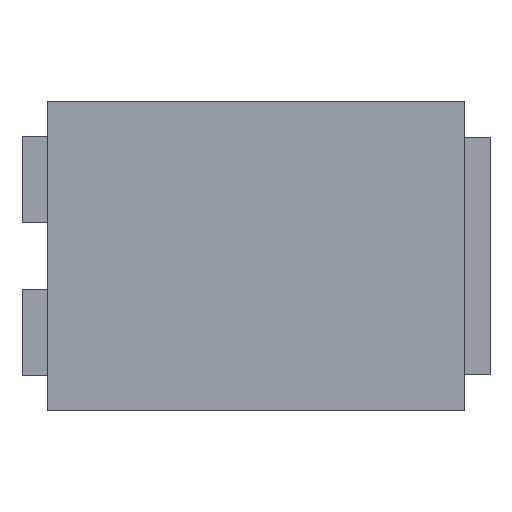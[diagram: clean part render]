
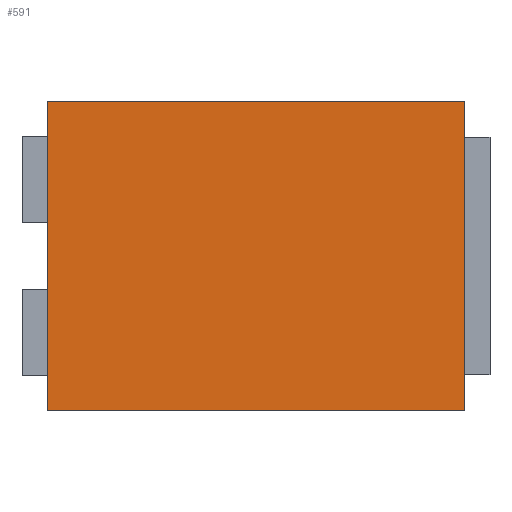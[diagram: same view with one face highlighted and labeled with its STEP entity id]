
A CAD part, top view. The second image highlights one B-rep face of the part: STEP entity #591.
In plain terms, the highlighted planar face has unit normal (0, 0, 1).
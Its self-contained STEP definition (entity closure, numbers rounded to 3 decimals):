
#482 = VERTEX_POINT('',#483);
#483 = CARTESIAN_POINT('',(2.9,2.15,0.82));
#489 = EDGE_CURVE('',#490,#482,#492,.T.);
#490 = VERTEX_POINT('',#491);
#491 = CARTESIAN_POINT('',(2.9,-2.15,0.82));
#492 = LINE('',#493,#494);
#493 = CARTESIAN_POINT('',(2.9,-2.15,0.82));
#494 = VECTOR('',#495,1.);
#495 = DIRECTION('',(0.,1.,0.));
#520 = VERTEX_POINT('',#521);
#521 = CARTESIAN_POINT('',(-2.9,2.15,0.82));
#527 = EDGE_CURVE('',#482,#520,#528,.T.);
#528 = LINE('',#529,#530);
#529 = CARTESIAN_POINT('',(-2.9,2.15,0.82));
#530 = VECTOR('',#531,1.);
#531 = DIRECTION('',(-1.,0.,0.));
#551 = VERTEX_POINT('',#552);
#552 = CARTESIAN_POINT('',(-2.9,-2.15,0.82));
#558 = EDGE_CURVE('',#520,#551,#559,.T.);
#559 = LINE('',#560,#561);
#560 = CARTESIAN_POINT('',(-2.9,-2.15,0.82));
#561 = VECTOR('',#562,1.);
#562 = DIRECTION('',(0.,-1.,0.));
#580 = EDGE_CURVE('',#551,#490,#581,.T.);
#581 = LINE('',#582,#583);
#582 = CARTESIAN_POINT('',(-2.9,-2.15,0.82));
#583 = VECTOR('',#584,1.);
#584 = DIRECTION('',(1.,0.,0.));
#591 = ADVANCED_FACE('',(#592),#598,.F.);
#592 = FACE_BOUND('',#593,.T.);
#593 = EDGE_LOOP('',(#594,#595,#596,#597));
#594 = ORIENTED_EDGE('',*,*,#489,.T.);
#595 = ORIENTED_EDGE('',*,*,#527,.T.);
#596 = ORIENTED_EDGE('',*,*,#558,.T.);
#597 = ORIENTED_EDGE('',*,*,#580,.T.);
#598 = PLANE('',#599);
#599 = AXIS2_PLACEMENT_3D('',#600,#601,#602);
#600 = CARTESIAN_POINT('',(0.,0.,0.82));
#601 = DIRECTION('',(0.,0.,-1.));
#602 = DIRECTION('',(0.,1.,0.));
